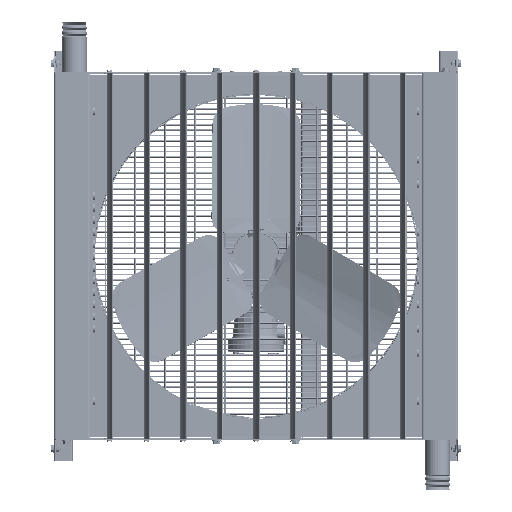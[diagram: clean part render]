
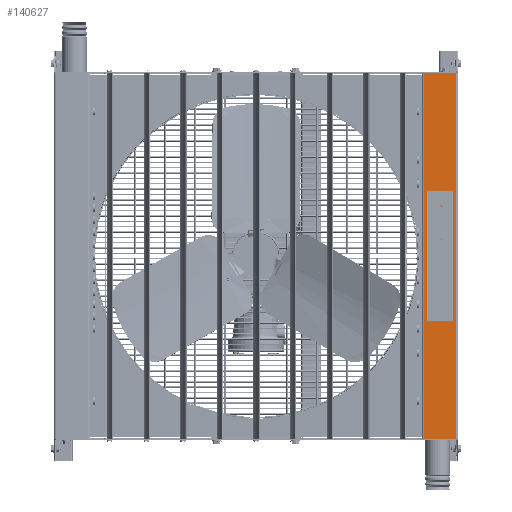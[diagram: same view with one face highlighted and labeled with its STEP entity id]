
A CAD part, left-side view. The second image highlights one B-rep face of the part: STEP entity #140627.
In plain terms, the highlighted planar face has unit normal (-1, 0, 0).
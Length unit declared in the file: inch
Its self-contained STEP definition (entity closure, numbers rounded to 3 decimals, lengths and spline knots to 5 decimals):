
#16032 = LINE ( 'NONE', #24931, #101790 ) ;
#16382 = VERTEX_POINT ( 'NONE', #180040 ) ;
#16439 = DIRECTION ( 'NONE',  ( -1., 0., 0. ) ) ;
#20575 = LINE ( 'NONE', #69884, #148862 ) ;
#24220 = DIRECTION ( 'NONE',  ( 0., 0., -1. ) ) ;
#24931 = CARTESIAN_POINT ( 'NONE',  ( -4.213, -12.87264, 15.72835 ) ) ;
#25517 = CARTESIAN_POINT ( 'NONE',  ( -4.213, -15.47854, 14.05535 ) ) ;
#30890 = VERTEX_POINT ( 'NONE', #71872 ) ;
#37217 = LINE ( 'NONE', #25517, #160291 ) ;
#46585 = FACE_OUTER_BOUND ( 'NONE', #174091, .T. ) ;
#47102 = VERTEX_POINT ( 'NONE', #50033 ) ;
#50033 = CARTESIAN_POINT ( 'NONE',  ( -4.213, -15.32854, 14.05535 ) ) ;
#50152 = VERTEX_POINT ( 'NONE', #207406 ) ;
#53753 = DIRECTION ( 'NONE',  ( 0., 0., -1. ) ) ;
#69884 = CARTESIAN_POINT ( 'NONE',  ( -4.213, -15.32854, 15.72835 ) ) ;
#71872 = CARTESIAN_POINT ( 'NONE',  ( -4.213, -12.87264, -14.05535 ) ) ;
#76357 = VECTOR ( 'NONE', #97976, 39.37008 ) ;
#97976 = DIRECTION ( 'NONE',  ( 0., 1., 0. ) ) ;
#101790 = VECTOR ( 'NONE', #24220, 39.37008 ) ;
#104657 = EDGE_CURVE ( 'NONE', #16382, #30890, #16032, .T. ) ;
#113040 = CARTESIAN_POINT ( 'NONE',  ( -4.213, -15.47854, 15.72835 ) ) ;
#113505 = CARTESIAN_POINT ( 'NONE',  ( -4.213, -15.47854, -14.05535 ) ) ;
#119154 = LINE ( 'NONE', #113505, #76357 ) ;
#121235 = EDGE_CURVE ( 'NONE', #47102, #16382, #37217, .T. ) ;
#126803 = ORIENTED_EDGE ( 'NONE', *, *, #104657, .T. ) ;
#128419 = PLANE ( 'NONE',  #154790 ) ;
#129135 = DIRECTION ( 'NONE',  ( 0., 0., 1. ) ) ;
#132097 = ORIENTED_EDGE ( 'NONE', *, *, #121235, .T. ) ;
#132489 = ORIENTED_EDGE ( 'NONE', *, *, #134717, .F. ) ;
#133551 = EDGE_CURVE ( 'NONE', #50152, #30890, #119154, .T. ) ;
#134717 = EDGE_CURVE ( 'NONE', #47102, #50152, #20575, .T. ) ;
#138041 = ORIENTED_EDGE ( 'NONE', *, *, #133551, .F. ) ;
#138052 = DIRECTION ( 'NONE',  ( 0., 1., 0. ) ) ;
#140627 = ADVANCED_FACE ( 'NONE', ( #46585 ), #128419, .T. ) ;
#148862 = VECTOR ( 'NONE', #53753, 39.37008 ) ;
#154790 = AXIS2_PLACEMENT_3D ( 'NONE', #113040, #16439, #129135 ) ;
#160291 = VECTOR ( 'NONE', #138052, 39.37008 ) ;
#174091 = EDGE_LOOP ( 'NONE', ( #138041, #132489, #132097, #126803 ) ) ;
#180040 = CARTESIAN_POINT ( 'NONE',  ( -4.213, -12.87264, 14.05535 ) ) ;
#207406 = CARTESIAN_POINT ( 'NONE',  ( -4.213, -15.32854, -14.05535 ) ) ;
